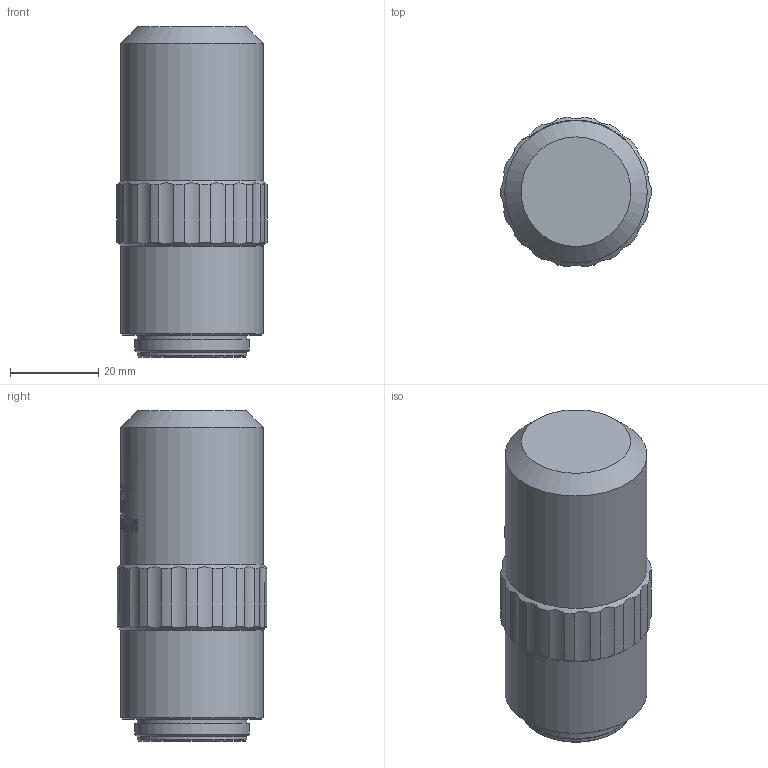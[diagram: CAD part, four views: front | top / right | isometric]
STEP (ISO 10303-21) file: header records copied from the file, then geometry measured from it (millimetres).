
FILE_DESCRIPTION (( 'STEP AP214' ), '1' );
FILE_NAME ('5X-HR 俋倛.STEP', '2023-06-26T03:02:30', ( '' ), ( '' ), 'SwSTEP 2.0', 'SolidWorks 2015', '' );
FILE_SCHEMA (( 'AUTOMOTIVE_DESIGN' ));
Length unit declared in the file: millimetre
Products named in the file (1): 5X-HR 俋倛
Bounding box: 34 x 33.81 x 74.7 mm (x, y, z)
Volume: 59730.9 mm3; surface area: 9062.9 mm2
Topology: 1 solids, 1 shells, 378 faces, 1004 edges, 668 vertices
Faces by surface type: bspline 175, plane 118, cylinder 79, cone 6
Full cylindrical faces by diameter (mm): 24.8 x2, 26 x1, 32.2 x2
Entity records: 32394 total; most frequent: CARTESIAN_POINT 24556, ORIENTED_EDGE 1976, EDGE_CURVE 988, DIRECTION 979, VERTEX_POINT 663, B_SPLINE_CURVE_WITH_KNOTS 600, EDGE_LOOP 429, AXIS2_PLACEMENT_3D 387
